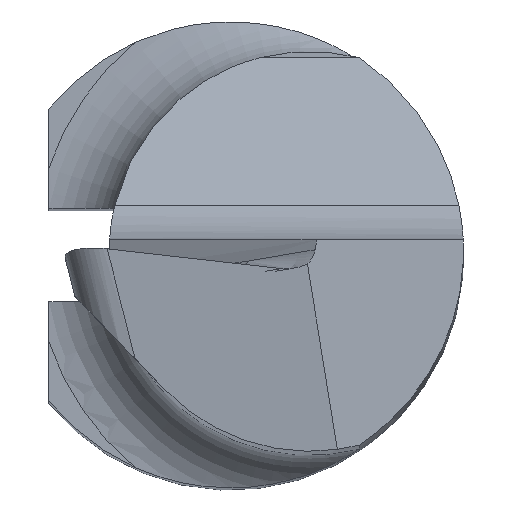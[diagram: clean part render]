
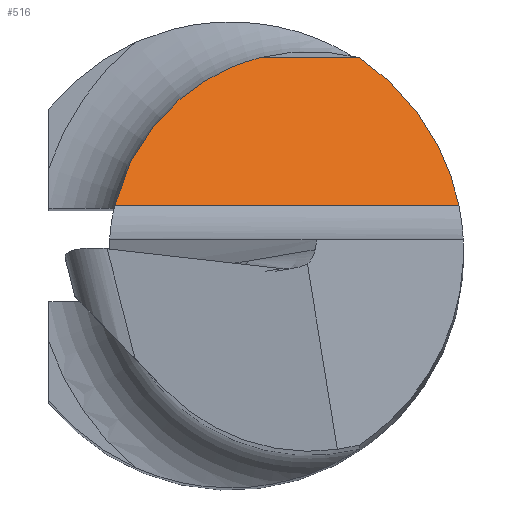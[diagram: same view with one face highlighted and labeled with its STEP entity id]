
A CAD part, top view. The second image highlights one B-rep face of the part: STEP entity #516.
In plain terms, the highlighted planar face has unit normal (0, 0.766, 0.643).
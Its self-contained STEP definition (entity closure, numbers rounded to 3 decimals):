
#16 = CARTESIAN_POINT ( 'NONE',  ( 1.382, 2.083, 34. ) ) ;
#97 = CARTESIAN_POINT ( 'NONE',  ( 1.382, 2.083, 34. ) ) ;
#99 = EDGE_CURVE ( 'NONE', #368, #303, #581, .T. ) ;
#139 = VECTOR ( 'NONE', #345, 1000. ) ;
#171 = FACE_OUTER_BOUND ( 'NONE', #627, .T. ) ;
#173 = LINE ( 'NONE', #1104, #856 ) ;
#192 = VERTEX_POINT ( 'NONE', #349 ) ;
#201 = ORIENTED_EDGE ( 'NONE', *, *, #99, .F. ) ;
#205 = CARTESIAN_POINT ( 'NONE',  ( 1.943, 1.711, 34.443 ) ) ;
#251 = DIRECTION ( 'NONE',  ( 0., -0.766, -0.643 ) ) ;
#303 = VERTEX_POINT ( 'NONE', #616 ) ;
#325 = CARTESIAN_POINT ( 'NONE',  ( -2.5, 0.494, 35.893 ) ) ;
#333 = CARTESIAN_POINT ( 'NONE',  ( -1.054, 1.294, 34.941 ) ) ;
#345 = DIRECTION ( 'NONE',  ( 1., 0., 0. ) ) ;
#349 = CARTESIAN_POINT ( 'NONE',  ( 0.318, 2.083, 34. ) ) ;
#368 = VERTEX_POINT ( 'NONE', #97 ) ;
#375 = CARTESIAN_POINT ( 'NONE',  ( -2.5, 0.494, 35.893 ) ) ;
#405 = CARTESIAN_POINT ( 'NONE',  ( 2.451, 0.494, 35.893 ) ) ;
#420 = EDGE_CURVE ( 'NONE', #192, #368, #173, .T. ) ;
#431 = LINE ( 'NONE', #325, #139 ) ;
#438 = ORIENTED_EDGE ( 'NONE', *, *, #702, .T. ) ;
#492 = CARTESIAN_POINT ( 'NONE',  ( 2.318, 1.153, 35.108 ) ) ;
#516 = ADVANCED_FACE ( 'NONE', ( #171 ), #543, .F. ) ;
#527 = DIRECTION ( 'NONE',  ( 0., 0.643, -0.766 ) ) ;
#543 = PLANE ( 'NONE',  #914 ) ;
#581 =( BOUNDED_CURVE ( )  B_SPLINE_CURVE ( 3, ( #16, #205, #492, #405 ),
 .UNSPECIFIED., .F., .T. ) 
 B_SPLINE_CURVE_WITH_KNOTS ( ( 4, 4 ),
 ( 0.586, 1.372 ),
 .UNSPECIFIED. ) 
 CURVE ( )  GEOMETRIC_REPRESENTATION_ITEM ( )  RATIONAL_B_SPLINE_CURVE ( ( 1., 0.949, 0.949, 1. ) ) 
 REPRESENTATION_ITEM ( '' )  );
#616 = CARTESIAN_POINT ( 'NONE',  ( 2.451, 0.494, 35.893 ) ) ;
#627 = EDGE_LOOP ( 'NONE', ( #713, #1082, #438, #201 ) ) ;
#702 = EDGE_CURVE ( 'NONE', #1204, #303, #431, .T. ) ;
#713 = ORIENTED_EDGE ( 'NONE', *, *, #420, .F. ) ;
#714 = CARTESIAN_POINT ( 'NONE',  ( -1.242, 0.494, 35.893 ) ) ;
#815 = CARTESIAN_POINT ( 'NONE',  ( 0.318, 2.083, 34. ) ) ;
#856 = VECTOR ( 'NONE', #1109, 1000. ) ;
#914 = AXIS2_PLACEMENT_3D ( 'NONE', #375, #251, #527 ) ;
#981 =( BOUNDED_CURVE ( )  B_SPLINE_CURVE ( 3, ( #714, #333, #1097, #815 ),
 .UNSPECIFIED., .F., .T. ) 
 B_SPLINE_CURVE_WITH_KNOTS ( ( 4, 4 ),
 ( 4.944, 6.033 ),
 .UNSPECIFIED. ) 
 CURVE ( )  GEOMETRIC_REPRESENTATION_ITEM ( )  RATIONAL_B_SPLINE_CURVE ( ( 1., 0.904, 0.904, 1. ) ) 
 REPRESENTATION_ITEM ( '' )  );
#1024 = CARTESIAN_POINT ( 'NONE',  ( -1.242, 0.494, 35.893 ) ) ;
#1068 = EDGE_CURVE ( 'NONE', #1204, #192, #981, .T. ) ;
#1082 = ORIENTED_EDGE ( 'NONE', *, *, #1068, .F. ) ;
#1097 = CARTESIAN_POINT ( 'NONE',  ( -0.478, 1.88, 34.242 ) ) ;
#1104 = CARTESIAN_POINT ( 'NONE',  ( -2.5, 2.083, 34. ) ) ;
#1109 = DIRECTION ( 'NONE',  ( 1., 0., 0. ) ) ;
#1204 = VERTEX_POINT ( 'NONE', #1024 ) ;
